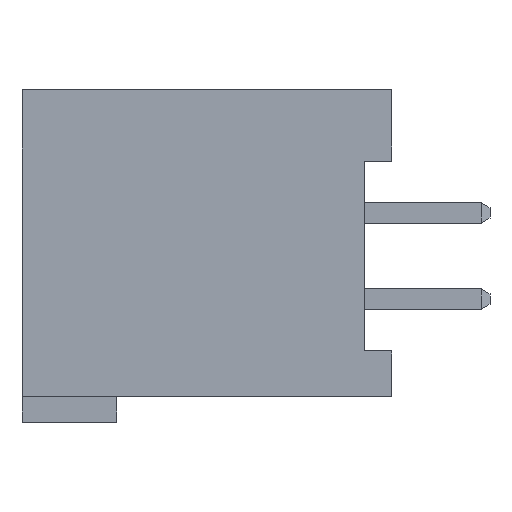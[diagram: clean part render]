
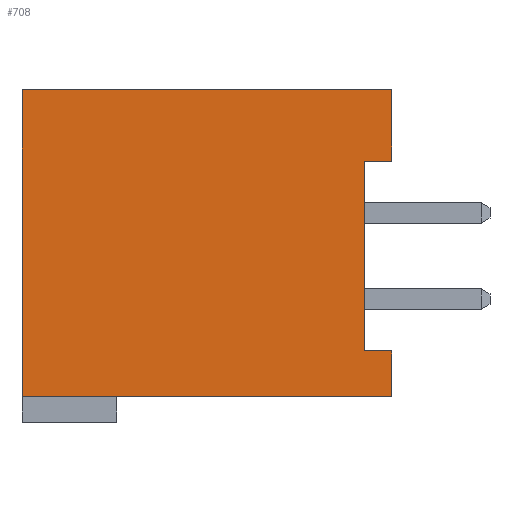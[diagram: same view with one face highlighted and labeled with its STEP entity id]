
A CAD part, left-side view. The second image highlights one B-rep face of the part: STEP entity #708.
In plain terms, the highlighted planar face has unit normal (-1, 0, 0).
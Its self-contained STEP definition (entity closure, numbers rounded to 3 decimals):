
#708=ADVANCED_FACE('',(#1771),#1773,.F.);
#1771=FACE_BOUND('',#1772,.T.);
#1772=EDGE_LOOP('',(#2630,#2631,#2632,#2633,#2634,#2635,#2636,#2637));
#1773=PLANE('',#1774);
#1774=AXIS2_PLACEMENT_3D('',#1775,#1776,#1777);
#1775=CARTESIAN_POINT('',(0.,10.9,0.));
#1776=DIRECTION('',(1.,-0.,0.));
#1777=DIRECTION('',(0.,0.,-1.));
#2630=ORIENTED_EDGE('',*,*,#3254,.T.);
#2631=ORIENTED_EDGE('',*,*,#3287,.F.);
#2632=ORIENTED_EDGE('',*,*,#3288,.F.);
#2633=ORIENTED_EDGE('',*,*,#3289,.F.);
#2634=ORIENTED_EDGE('',*,*,#3283,.T.);
#2635=ORIENTED_EDGE('',*,*,#3290,.F.);
#2636=ORIENTED_EDGE('',*,*,#3291,.F.);
#2637=ORIENTED_EDGE('',*,*,#3292,.T.);
#3254=EDGE_CURVE('',#3617,#3615,#3618,.T.);
#3283=EDGE_CURVE('',#3671,#3672,#3673,.T.);
#3287=EDGE_CURVE('',#3679,#3615,#3680,.T.);
#3288=EDGE_CURVE('',#3681,#3679,#3682,.T.);
#3289=EDGE_CURVE('',#3671,#3681,#3683,.T.);
#3290=EDGE_CURVE('',#3684,#3672,#3685,.T.);
#3291=EDGE_CURVE('',#3686,#3684,#3687,.T.);
#3292=EDGE_CURVE('',#3686,#3617,#3688,.T.);
#3615=VERTEX_POINT('',#4241);
#3617=VERTEX_POINT('',#4245);
#3618=LINE('',#4246,#4247);
#3671=VERTEX_POINT('',#4357);
#3672=VERTEX_POINT('',#4358);
#3673=LINE('',#4359,#4360);
#3679=VERTEX_POINT('',#4373);
#3680=LINE('',#4374,#4375);
#3681=VERTEX_POINT('',#4377);
#3682=LINE('',#4378,#4379);
#3683=LINE('',#4381,#4382);
#3684=VERTEX_POINT('',#4384);
#3685=LINE('',#4385,#4386);
#3686=VERTEX_POINT('',#4388);
#3687=LINE('',#4389,#4390);
#3688=LINE('',#4392,#4393);
#4241=CARTESIAN_POINT('',(0.,0.,-7.7));
#4245=CARTESIAN_POINT('',(0.,0.,-9.05));
#4246=CARTESIAN_POINT('',(0.,0.,-9.05));
#4247=VECTOR('',#4248,1.);
#4248=DIRECTION('',(0.,0.,1.));
#4357=CARTESIAN_POINT('',(0.,0.,-2.1));
#4358=CARTESIAN_POINT('',(0.,0.,0.));
#4359=CARTESIAN_POINT('',(0.,0.,-2.1));
#4360=VECTOR('',#4361,1.);
#4361=DIRECTION('',(0.,0.,1.));
#4373=CARTESIAN_POINT('',(0.,0.8,-7.7));
#4374=CARTESIAN_POINT('',(0.,0.8,-7.7));
#4375=VECTOR('',#4376,1.);
#4376=DIRECTION('',(0.,-1.,0.));
#4377=CARTESIAN_POINT('',(0.,0.8,-2.1));
#4378=CARTESIAN_POINT('',(0.,0.8,-2.1));
#4379=VECTOR('',#4380,1.);
#4380=DIRECTION('',(0.,0.,-1.));
#4381=CARTESIAN_POINT('',(0.,0.,-2.1));
#4382=VECTOR('',#4383,1.);
#4383=DIRECTION('',(0.,1.,0.));
#4384=CARTESIAN_POINT('',(0.,10.9,0.));
#4385=CARTESIAN_POINT('',(0.,10.9,0.));
#4386=VECTOR('',#4387,1.);
#4387=DIRECTION('',(0.,-1.,0.));
#4388=CARTESIAN_POINT('',(0.,10.9,-9.05));
#4389=CARTESIAN_POINT('',(0.,10.9,-9.05));
#4390=VECTOR('',#4391,1.);
#4391=DIRECTION('',(0.,0.,1.));
#4392=CARTESIAN_POINT('',(0.,10.9,-9.05));
#4393=VECTOR('',#4394,1.);
#4394=DIRECTION('',(0.,-1.,0.));
